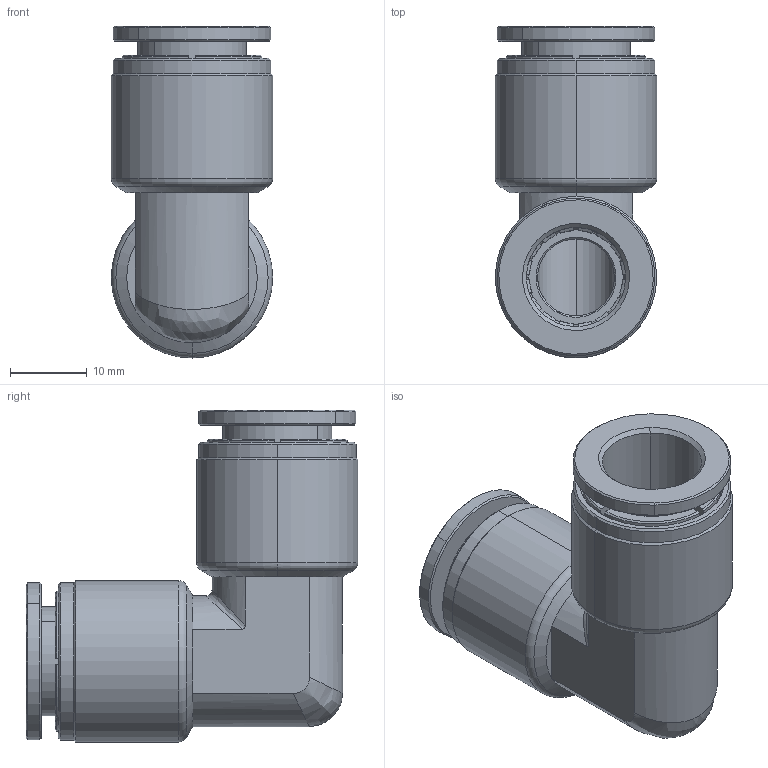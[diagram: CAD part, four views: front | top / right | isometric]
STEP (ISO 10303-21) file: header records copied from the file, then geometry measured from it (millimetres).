
FILE_DESCRIPTION (( 'STEP AP214' ), '1' );
FILE_NAME ('EUS1-2W.STEP', '2018-07-31T17:17:15', ( '' ), ( '' ), 'SwSTEP 2.0', 'SolidWorks 2016', '' );
FILE_SCHEMA (( 'AUTOMOTIVE_DESIGN' ));
Length unit declared in the file: millimetre
Products named in the file (1): EUS1-2W
Bounding box: 21 x 43.19 x 43.19 mm (x, y, z)
Volume: 9974.3 mm3; surface area: 14483.8 mm2
Topology: 11 solids, 11 shells, 857 faces, 2377 edges, 1553 vertices
Faces by surface type: plane 318, cone 272, cylinder 137, bspline 122, torus 8
Entity records: 39980 total; most frequent: CARTESIAN_POINT 10157, ORIENTED_EDGE 4750, DIRECTION 3666, EDGE_CURVE 2375, VERTEX_POINT 1553, AXIS2_PLACEMENT_3D 1498, B_SPLINE_CURVE_WITH_KNOTS 908, EDGE_LOOP 892
